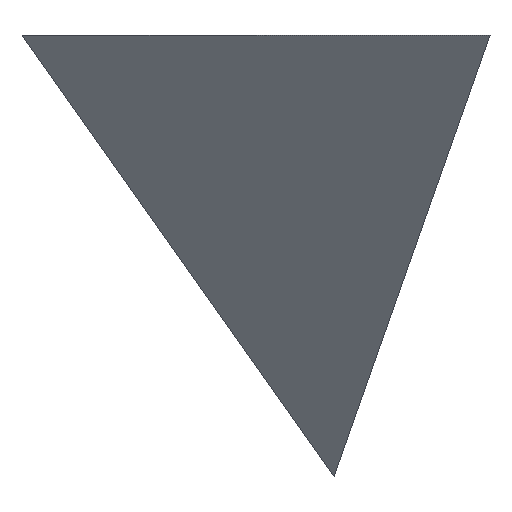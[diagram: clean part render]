
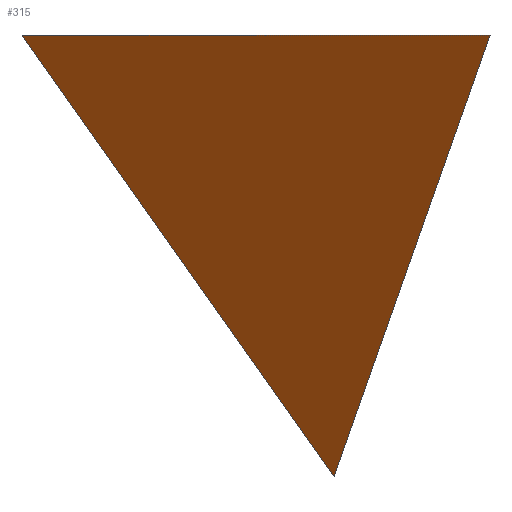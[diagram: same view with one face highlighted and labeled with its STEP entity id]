
A CAD part, front view. The second image highlights one B-rep face of the part: STEP entity #315.
In plain terms, the highlighted planar face has unit normal (-0.471, -0.817, -0.333).
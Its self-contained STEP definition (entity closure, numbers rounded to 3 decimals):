
#315=ADVANCED_FACE('',(#560),#561,.F.);
#560=FACE_OUTER_BOUND('',#789,.T.);
#561=PLANE('',#790);
#789=EDGE_LOOP('',(#1242,#1243,#1244));
#790=AXIS2_PLACEMENT_3D('',#1245,#1246,#1247);
#1242=ORIENTED_EDGE('',*,*,#1484,.F.);
#1243=ORIENTED_EDGE('',*,*,#1485,.F.);
#1244=ORIENTED_EDGE('',*,*,#1483,.T.);
#1245=CARTESIAN_POINT('',(-1.497,-2.333,-3.81));
#1246=DIRECTION('',(0.471,0.816,0.333));
#1247=DIRECTION('',(0.577,0.0,-0.816));
#1483=EDGE_CURVE('',#1488,#1490,#1492,.T.);
#1484=EDGE_CURVE('',#1493,#1490,#1494,.T.);
#1485=EDGE_CURVE('',#1488,#1493,#1495,.T.);
#1488=VERTEX_POINT('',#1498);
#1490=VERTEX_POINT('',#1501);
#1492=LINE('',#1504,#1505);
#1493=VERTEX_POINT('',#1506);
#1494=LINE('',#1507,#1508);
#1495=LINE('',#1509,#1510);
#1498=CARTESIAN_POINT('',(-0.15,0.,-11.431));
#1501=CARTESIAN_POINT('',(3.891,-7.0,0.));
#1504=CARTESIAN_POINT('',(-0.15,0.,-11.431));
#1505=VECTOR('',#1515,1.0);
#1506=CARTESIAN_POINT('',(-8.233,0.,0.));
#1507=CARTESIAN_POINT('',(-8.233,0.,0.));
#1508=VECTOR('',#1516,1.0);
#1509=CARTESIAN_POINT('',(-0.15,0.,-11.431));
#1510=VECTOR('',#1517,1.0);
#1515=DIRECTION('',(0.289,-0.5,0.816));
#1516=DIRECTION('',(0.866,-0.5,0.));
#1517=DIRECTION('',(-0.577,0.,0.816));
